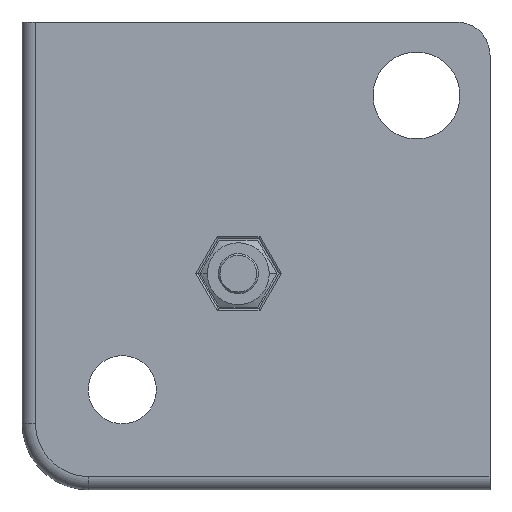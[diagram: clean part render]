
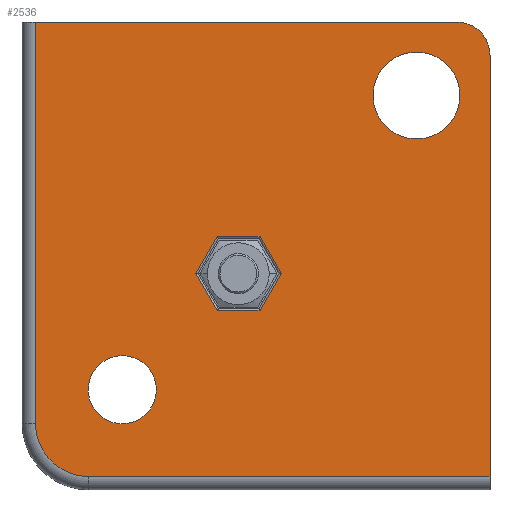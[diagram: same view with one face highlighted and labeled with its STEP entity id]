
A CAD part, front view. The second image highlights one B-rep face of the part: STEP entity #2536.
In plain terms, the highlighted planar face has unit normal (0, -1, 0).
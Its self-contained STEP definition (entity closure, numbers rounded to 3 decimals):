
#80 = CIRCLE ( 'NONE', #301, 5.1 ) ;
#115 = CIRCLE ( 'NONE', #5436, 8. ) ;
#186 = VECTOR ( 'NONE', #5593, 1000. ) ;
#300 = VECTOR ( 'NONE', #5175, 1000. ) ;
#301 = AXIS2_PLACEMENT_3D ( 'NONE', #5191, #5198, #5199 ) ;
#303 = VECTOR ( 'NONE', #5182, 1000. ) ;
#631 = LINE ( 'NONE', #632, #3857 ) ;
#632 = CARTESIAN_POINT ( 'NONE',  ( -39.012, -33.024, 35. ) ) ;
#633 = DIRECTION ( 'NONE',  ( 1., 0., 0. ) ) ;
#843 = CARTESIAN_POINT ( 'NONE',  ( 25.988, -33.024, 30. ) ) ;
#871 = DIRECTION ( 'NONE',  ( 0., -1., 0. ) ) ;
#872 = DIRECTION ( 'NONE',  ( 0., 0., 1. ) ) ;
#1204 = LINE ( 'NONE', #1205, #1439 ) ;
#1205 = CARTESIAN_POINT ( 'NONE',  ( 30.988, -33.024, -33. ) ) ;
#1206 = DIRECTION ( 'NONE',  ( 1., 0., 0. ) ) ;
#1403 = FACE_BOUND ( 'NONE', #4377, .T. ) ;
#1406 = VECTOR ( 'NONE', #4957, 1000. ) ;
#1408 = FACE_BOUND ( 'NONE', #4376, .T. ) ;
#1409 = FACE_BOUND ( 'NONE', #4375, .T. ) ;
#1439 = VECTOR ( 'NONE', #1206, 1000. ) ;
#1489 = AXIS2_PLACEMENT_3D ( 'NONE', #843, #871, #872 ) ;
#1727 = CARTESIAN_POINT ( 'NONE',  ( 19.988, -33.024, 24. ) ) ;
#1728 = DIRECTION ( 'NONE',  ( 0., 1., 0. ) ) ;
#1729 = DIRECTION ( 'NONE',  ( 0., 0., 1. ) ) ;
#1798 = CARTESIAN_POINT ( 'NONE',  ( 19.988, -33.024, 17.5 ) ) ;
#1799 = CARTESIAN_POINT ( 'NONE',  ( 19.988, -33.024, 30.5 ) ) ;
#1812 = CARTESIAN_POINT ( 'NONE',  ( -24.012, -33.024, -14.9 ) ) ;
#1890 = LINE ( 'NONE', #1891, #5438 ) ;
#1891 = CARTESIAN_POINT ( 'NONE',  ( -37.012, -33.024, 35. ) ) ;
#1892 = DIRECTION ( 'NONE',  ( 0., 0., -1. ) ) ;
#1898 = CARTESIAN_POINT ( 'NONE',  ( -29.012, -33.024, -25. ) ) ;
#1899 = DIRECTION ( 'NONE',  ( 0., -1., 0. ) ) ;
#1900 = DIRECTION ( 'NONE',  ( 0., 0., 1. ) ) ;
#1907 = CARTESIAN_POINT ( 'NONE',  ( 30.988, -33.024, 30. ) ) ;
#1912 = CARTESIAN_POINT ( 'NONE',  ( -3.408, -33.024, 2.95 ) ) ;
#1913 = CARTESIAN_POINT ( 'NONE',  ( -9.816, -33.024, -8.15 ) ) ;
#1914 = CARTESIAN_POINT ( 'NONE',  ( -3.408, -33.024, -8.15 ) ) ;
#1915 = CARTESIAN_POINT ( 'NONE',  ( 25.988, -33.024, 35. ) ) ;
#1925 = CARTESIAN_POINT ( 'NONE',  ( -37.012, -33.024, 35. ) ) ;
#1926 = CARTESIAN_POINT ( 'NONE',  ( -37.012, -33.024, -25. ) ) ;
#1928 = CARTESIAN_POINT ( 'NONE',  ( -29.012, -33.024, -33. ) ) ;
#2005 = ORIENTED_EDGE ( 'NONE', *, *, #3558, .T. ) ;
#2006 = ORIENTED_EDGE ( 'NONE', *, *, #3564, .T. ) ;
#2007 = ORIENTED_EDGE ( 'NONE', *, *, #2540, .T. ) ;
#2008 = ORIENTED_EDGE ( 'NONE', *, *, #2534, .T. ) ;
#2009 = ORIENTED_EDGE ( 'NONE', *, *, #3560, .T. ) ;
#2010 = ORIENTED_EDGE ( 'NONE', *, *, #3563, .T. ) ;
#2011 = ORIENTED_EDGE ( 'NONE', *, *, #2473, .T. ) ;
#2012 = ORIENTED_EDGE ( 'NONE', *, *, #3565, .T. ) ;
#2013 = ORIENTED_EDGE ( 'NONE', *, *, #3386, .T. ) ;
#2014 = ORIENTED_EDGE ( 'NONE', *, *, #2355, .T. ) ;
#2015 = ORIENTED_EDGE ( 'NONE', *, *, #2352, .T. ) ;
#2016 = ORIENTED_EDGE ( 'NONE', *, *, #4457, .T. ) ;
#2017 = ORIENTED_EDGE ( 'NONE', *, *, #2618, .T. ) ;
#2018 = ORIENTED_EDGE ( 'NONE', *, *, #2580, .F. ) ;
#2019 = ORIENTED_EDGE ( 'NONE', *, *, #3408, .F. ) ;
#2020 = ORIENTED_EDGE ( 'NONE', *, *, #4454, .T. ) ;
#2352 = EDGE_CURVE ( 'NONE', #4106, #4107, #3696, .T. ) ;
#2355 = EDGE_CURVE ( 'NONE', #4099, #4120, #3697, .T. ) ;
#2473 = EDGE_CURVE ( 'NONE', #4107, #4106, #3714, .T. ) ;
#2534 = EDGE_CURVE ( 'NONE', #3960, #4516, #4955, .T. ) ;
#2536 = ADVANCED_FACE ( 'NONE', ( #1403, #1408, #1409, #3766 ), #4948, .F. ) ;
#2540 = EDGE_CURVE ( 'NONE', #4514, #3960, #5470, .T. ) ;
#2580 = EDGE_CURVE ( 'NONE', #4509, #3969, #5591, .T. ) ;
#2618 = EDGE_CURVE ( 'NONE', #5040, #3969, #1204, .T. ) ;
#3386 = EDGE_CURVE ( 'NONE', #4509, #4517, #3762, .T. ) ;
#3408 = EDGE_CURVE ( 'NONE', #5037, #4517, #631, .T. ) ;
#3558 = EDGE_CURVE ( 'NONE', #4516, #4515, #5173, .T. ) ;
#3560 = EDGE_CURVE ( 'NONE', #4515, #3982, #5180, .T. ) ;
#3563 = EDGE_CURVE ( 'NONE', #3982, #3950, #5192, .T. ) ;
#3564 = EDGE_CURVE ( 'NONE', #3950, #4514, #5195, .T. ) ;
#3565 = EDGE_CURVE ( 'NONE', #4120, #4099, #80, .T. ) ;
#3696 = CIRCLE ( 'NONE', #6302, 6.5 ) ;
#3697 = CIRCLE ( 'NONE', #6304, 5.1 ) ;
#3714 = CIRCLE ( 'NONE', #5015, 6.5 ) ;
#3762 = CIRCLE ( 'NONE', #1489, 5. ) ;
#3766 = FACE_OUTER_BOUND ( 'NONE', #4374, .T. ) ;
#3767 = AXIS2_PLACEMENT_3D ( 'NONE', #4961, #4962, #4963 ) ;
#3770 = VECTOR ( 'NONE', #5472, 1000. ) ;
#3857 = VECTOR ( 'NONE', #633, 1000. ) ;
#3950 = VERTEX_POINT ( 'NONE', #4190 ) ;
#3960 = VERTEX_POINT ( 'NONE', #4199 ) ;
#3969 = VERTEX_POINT ( 'NONE', #4208 ) ;
#3982 = VERTEX_POINT ( 'NONE', #4221 ) ;
#4099 = VERTEX_POINT ( 'NONE', #4298 ) ;
#4106 = VERTEX_POINT ( 'NONE', #1798 ) ;
#4107 = VERTEX_POINT ( 'NONE', #1799 ) ;
#4120 = VERTEX_POINT ( 'NONE', #1812 ) ;
#4190 = CARTESIAN_POINT ( 'NONE',  ( -9.816, -33.024, 2.95 ) ) ;
#4199 = CARTESIAN_POINT ( 'NONE',  ( -0.203, -33.024, -2.6 ) ) ;
#4208 = CARTESIAN_POINT ( 'NONE',  ( 30.988, -33.024, -33. ) ) ;
#4221 = CARTESIAN_POINT ( 'NONE',  ( -13.02, -33.024, -2.6 ) ) ;
#4298 = CARTESIAN_POINT ( 'NONE',  ( -24.012, -33.024, -25.1 ) ) ;
#4374 = EDGE_LOOP ( 'NONE', ( #2016, #2017, #2018, #2013, #2019, #2020 ) ) ;
#4375 = EDGE_LOOP ( 'NONE', ( #2011, #2015 ) ) ;
#4376 = EDGE_LOOP ( 'NONE', ( #2012, #2014 ) ) ;
#4377 = EDGE_LOOP ( 'NONE', ( #2006, #2007, #2008, #2005, #2009, #2010 ) ) ;
#4454 = EDGE_CURVE ( 'NONE', #5037, #5038, #1890, .T. ) ;
#4457 = EDGE_CURVE ( 'NONE', #5038, #5040, #115, .T. ) ;
#4509 = VERTEX_POINT ( 'NONE', #1907 ) ;
#4514 = VERTEX_POINT ( 'NONE', #1912 ) ;
#4515 = VERTEX_POINT ( 'NONE', #1913 ) ;
#4516 = VERTEX_POINT ( 'NONE', #1914 ) ;
#4517 = VERTEX_POINT ( 'NONE', #1915 ) ;
#4948 = PLANE ( 'NONE',  #3767 ) ;
#4955 = LINE ( 'NONE', #4956, #1406 ) ;
#4956 = CARTESIAN_POINT ( 'NONE',  ( 6.376, -33.024, 8.795 ) ) ;
#4957 = DIRECTION ( 'NONE',  ( -0.5, 0., -0.866 ) ) ;
#4961 = CARTESIAN_POINT ( 'NONE',  ( -39.012, -33.024, 35. ) ) ;
#4962 = DIRECTION ( 'NONE',  ( 0., 1., 0. ) ) ;
#4963 = DIRECTION ( 'NONE',  ( 0., 0., 1. ) ) ;
#5015 = AXIS2_PLACEMENT_3D ( 'NONE', #1727, #1728, #1729 ) ;
#5037 = VERTEX_POINT ( 'NONE', #1925 ) ;
#5038 = VERTEX_POINT ( 'NONE', #1926 ) ;
#5040 = VERTEX_POINT ( 'NONE', #1928 ) ;
#5173 = LINE ( 'NONE', #5174, #300 ) ;
#5174 = CARTESIAN_POINT ( 'NONE',  ( -39.012, -33.024, -8.15 ) ) ;
#5175 = DIRECTION ( 'NONE',  ( -1., 0., 0. ) ) ;
#5180 = LINE ( 'NONE', #5181, #303 ) ;
#5181 = CARTESIAN_POINT ( 'NONE',  ( -35.8, -33.024, 36.855 ) ) ;
#5182 = DIRECTION ( 'NONE',  ( -0.5, 0., 0.866 ) ) ;
#5191 = CARTESIAN_POINT ( 'NONE',  ( -24.012, -33.024, -20. ) ) ;
#5192 = LINE ( 'NONE', #5193, #5992 ) ;
#5193 = CARTESIAN_POINT ( 'NONE',  ( -3.237, -33.024, 14.345 ) ) ;
#5194 = DIRECTION ( 'NONE',  ( 0.5, 0., 0.866 ) ) ;
#5195 = LINE ( 'NONE', #5196, #5993 ) ;
#5196 = CARTESIAN_POINT ( 'NONE',  ( -39.012, -33.024, 2.95 ) ) ;
#5197 = DIRECTION ( 'NONE',  ( 1., 0., 0. ) ) ;
#5198 = DIRECTION ( 'NONE',  ( 0., 1., 0. ) ) ;
#5199 = DIRECTION ( 'NONE',  ( 0., 0., 1. ) ) ;
#5436 = AXIS2_PLACEMENT_3D ( 'NONE', #1898, #1899, #1900 ) ;
#5438 = VECTOR ( 'NONE', #1892, 1000. ) ;
#5470 = LINE ( 'NONE', #5471, #3770 ) ;
#5471 = CARTESIAN_POINT ( 'NONE',  ( -26.187, -33.024, 42.405 ) ) ;
#5472 = DIRECTION ( 'NONE',  ( 0.5, 0., -0.866 ) ) ;
#5591 = LINE ( 'NONE', #5592, #186 ) ;
#5592 = CARTESIAN_POINT ( 'NONE',  ( 30.988, -33.024, 35. ) ) ;
#5593 = DIRECTION ( 'NONE',  ( 0., 0., -1. ) ) ;
#5992 = VECTOR ( 'NONE', #5194, 1000. ) ;
#5993 = VECTOR ( 'NONE', #5197, 1000. ) ;
#6252 = CARTESIAN_POINT ( 'NONE',  ( 19.988, -33.024, 24. ) ) ;
#6262 = DIRECTION ( 'NONE',  ( 0., 1., 0. ) ) ;
#6263 = DIRECTION ( 'NONE',  ( 0., 0., 1. ) ) ;
#6268 = CARTESIAN_POINT ( 'NONE',  ( -24.012, -33.024, -20. ) ) ;
#6272 = DIRECTION ( 'NONE',  ( 0., 1., 0. ) ) ;
#6273 = DIRECTION ( 'NONE',  ( 0., 0., 1. ) ) ;
#6302 = AXIS2_PLACEMENT_3D ( 'NONE', #6252, #6262, #6263 ) ;
#6304 = AXIS2_PLACEMENT_3D ( 'NONE', #6268, #6272, #6273 ) ;
